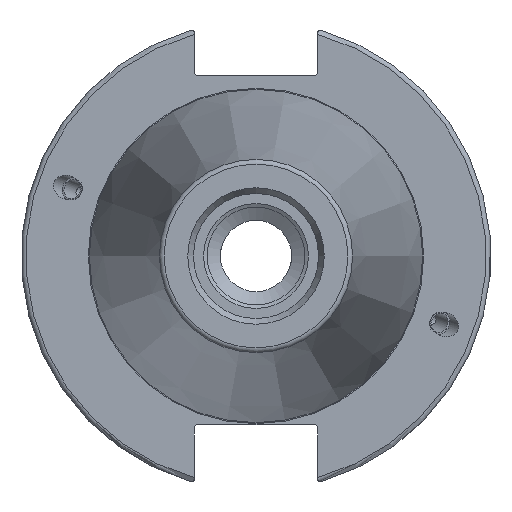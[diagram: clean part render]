
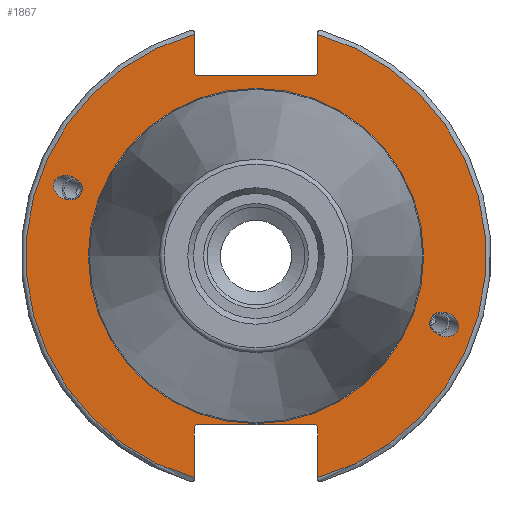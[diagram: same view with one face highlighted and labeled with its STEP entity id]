
A CAD part, left-side view. The second image highlights one B-rep face of the part: STEP entity #1867.
In plain terms, the highlighted planar face has unit normal (-1, 0, 0).
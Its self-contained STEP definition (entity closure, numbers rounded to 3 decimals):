
#31=ELLIPSE('',#2056,3.052,2.5);
#32=ELLIPSE('',#2090,3.052,2.5);
#45=PLANE('',#2100);
#121=FACE_BOUND('',#347,.T.);
#122=FACE_BOUND('',#348,.T.);
#123=FACE_BOUND('',#349,.T.);
#226=FACE_OUTER_BOUND('',#346,.T.);
#346=EDGE_LOOP('',(#1536,#1537,#1538,#1539,#1540,#1541,#1542,#1543,#1544,
#1545,#1546,#1547));
#347=EDGE_LOOP('',(#1548));
#348=EDGE_LOOP('',(#1549));
#349=EDGE_LOOP('',(#1550));
#452=LINE('',#3498,#554);
#453=LINE('',#3500,#555);
#454=LINE('',#3502,#556);
#455=LINE('',#3504,#557);
#456=LINE('',#3506,#558);
#457=LINE('',#3510,#559);
#458=LINE('',#3512,#560);
#459=LINE('',#3514,#561);
#460=LINE('',#3516,#562);
#461=LINE('',#3517,#563);
#554=VECTOR('',#2561,10.);
#555=VECTOR('',#2562,10.);
#556=VECTOR('',#2563,10.);
#557=VECTOR('',#2564,10.);
#558=VECTOR('',#2565,10.);
#559=VECTOR('',#2568,10.);
#560=VECTOR('',#2569,10.);
#561=VECTOR('',#2570,10.);
#562=VECTOR('',#2571,10.);
#563=VECTOR('',#2572,10.);
#701=CIRCLE('',#2098,35.125);
#703=CIRCLE('',#2101,48.213);
#704=CIRCLE('',#2102,48.213);
#822=VERTEX_POINT('',#3215);
#860=VERTEX_POINT('',#3474);
#865=VERTEX_POINT('',#3489);
#866=VERTEX_POINT('',#3494);
#867=VERTEX_POINT('',#3495);
#868=VERTEX_POINT('',#3497);
#869=VERTEX_POINT('',#3499);
#870=VERTEX_POINT('',#3501);
#871=VERTEX_POINT('',#3503);
#872=VERTEX_POINT('',#3505);
#873=VERTEX_POINT('',#3507);
#874=VERTEX_POINT('',#3509);
#875=VERTEX_POINT('',#3511);
#876=VERTEX_POINT('',#3513);
#877=VERTEX_POINT('',#3515);
#1048=EDGE_CURVE('',#822,#822,#31,.T.);
#1099=EDGE_CURVE('',#860,#860,#32,.T.);
#1106=EDGE_CURVE('',#865,#865,#701,.T.);
#1108=EDGE_CURVE('',#866,#867,#703,.T.);
#1109=EDGE_CURVE('',#866,#868,#452,.T.);
#1110=EDGE_CURVE('',#869,#868,#453,.T.);
#1111=EDGE_CURVE('',#869,#870,#454,.T.);
#1112=EDGE_CURVE('',#871,#870,#455,.T.);
#1113=EDGE_CURVE('',#871,#872,#456,.T.);
#1114=EDGE_CURVE('',#873,#872,#704,.T.);
#1115=EDGE_CURVE('',#873,#874,#457,.T.);
#1116=EDGE_CURVE('',#875,#874,#458,.T.);
#1117=EDGE_CURVE('',#875,#876,#459,.T.);
#1118=EDGE_CURVE('',#877,#876,#460,.T.);
#1119=EDGE_CURVE('',#877,#867,#461,.T.);
#1536=ORIENTED_EDGE('',*,*,#1108,.F.);
#1537=ORIENTED_EDGE('',*,*,#1109,.T.);
#1538=ORIENTED_EDGE('',*,*,#1110,.F.);
#1539=ORIENTED_EDGE('',*,*,#1111,.T.);
#1540=ORIENTED_EDGE('',*,*,#1112,.F.);
#1541=ORIENTED_EDGE('',*,*,#1113,.T.);
#1542=ORIENTED_EDGE('',*,*,#1114,.F.);
#1543=ORIENTED_EDGE('',*,*,#1115,.T.);
#1544=ORIENTED_EDGE('',*,*,#1116,.F.);
#1545=ORIENTED_EDGE('',*,*,#1117,.T.);
#1546=ORIENTED_EDGE('',*,*,#1118,.F.);
#1547=ORIENTED_EDGE('',*,*,#1119,.T.);
#1548=ORIENTED_EDGE('',*,*,#1048,.T.);
#1549=ORIENTED_EDGE('',*,*,#1099,.T.);
#1550=ORIENTED_EDGE('',*,*,#1106,.F.);
#1867=ADVANCED_FACE('',(#226,#121,#122,#123),#45,.T.);
#2056=AXIS2_PLACEMENT_3D('',#3217,#2451,#2452);
#2090=AXIS2_PLACEMENT_3D('',#3476,#2535,#2536);
#2098=AXIS2_PLACEMENT_3D('',#3491,#2553,#2554);
#2100=AXIS2_PLACEMENT_3D('',#3493,#2557,#2558);
#2101=AXIS2_PLACEMENT_3D('',#3496,#2559,#2560);
#2102=AXIS2_PLACEMENT_3D('',#3508,#2566,#2567);
#2451=DIRECTION('center_axis',(1.,0.,0.));
#2452=DIRECTION('ref_axis',(0.,-0.94,-0.342));
#2535=DIRECTION('center_axis',(1.,0.,0.));
#2536=DIRECTION('ref_axis',(0.,0.94,0.342));
#2553=DIRECTION('center_axis',(-1.,0.,0.));
#2554=DIRECTION('ref_axis',(0.,-1.,0.));
#2557=DIRECTION('center_axis',(-1.,0.,0.));
#2558=DIRECTION('ref_axis',(0.,0.,1.));
#2559=DIRECTION('center_axis',(1.,0.,0.));
#2560=DIRECTION('ref_axis',(0.,-1.,0.));
#2561=DIRECTION('',(0.,0.,-1.));
#2562=DIRECTION('',(0.,-0.707,0.707));
#2563=DIRECTION('',(0.,1.,0.));
#2564=DIRECTION('',(0.,-0.707,-0.707));
#2565=DIRECTION('',(0.,0.,1.));
#2566=DIRECTION('center_axis',(1.,0.,0.));
#2567=DIRECTION('ref_axis',(0.,1.,0.));
#2568=DIRECTION('',(0.,0.,1.));
#2569=DIRECTION('',(0.,0.707,-0.707));
#2570=DIRECTION('',(0.,-1.,0.));
#2571=DIRECTION('',(0.,0.707,0.707));
#2572=DIRECTION('',(0.,0.,-1.));
#3215=CARTESIAN_POINT('',(3.175,-36.599,-13.321));
#3217=CARTESIAN_POINT('Origin',(3.175,-39.467,-14.365));
#3474=CARTESIAN_POINT('',(3.175,36.599,13.321));
#3476=CARTESIAN_POINT('Origin',(3.175,39.467,14.365));
#3489=CARTESIAN_POINT('',(3.175,0.,35.125));
#3491=CARTESIAN_POINT('Origin',(3.175,0.,0.));
#3493=CARTESIAN_POINT('Origin',(3.175,49.213,0.));
#3494=CARTESIAN_POINT('',(3.175,-12.95,46.441));
#3495=CARTESIAN_POINT('',(3.175,-12.95,-46.441));
#3496=CARTESIAN_POINT('Origin',(3.175,0.,0.));
#3497=CARTESIAN_POINT('',(3.175,-12.95,38.219));
#3498=CARTESIAN_POINT('',(3.175,-12.95,18.86));
#3499=CARTESIAN_POINT('',(3.175,-12.45,37.719));
#3500=CARTESIAN_POINT('',(3.175,12.27,12.999));
#3501=CARTESIAN_POINT('',(3.175,12.45,37.719));
#3502=CARTESIAN_POINT('',(3.175,24.606,37.719));
#3503=CARTESIAN_POINT('',(3.175,12.95,38.219));
#3504=CARTESIAN_POINT('',(3.175,12.336,37.605));
#3505=CARTESIAN_POINT('',(3.175,12.95,46.441));
#3506=CARTESIAN_POINT('',(3.175,12.95,18.86));
#3507=CARTESIAN_POINT('',(3.175,12.95,-46.441));
#3508=CARTESIAN_POINT('Origin',(3.175,0.,0.));
#3509=CARTESIAN_POINT('',(3.175,12.95,-35.806));
#3510=CARTESIAN_POINT('',(3.175,12.95,-17.653));
#3511=CARTESIAN_POINT('',(3.175,12.45,-35.306));
#3512=CARTESIAN_POINT('',(3.175,12.939,-35.795));
#3513=CARTESIAN_POINT('',(3.175,-12.45,-35.306));
#3514=CARTESIAN_POINT('',(3.175,24.606,-35.306));
#3515=CARTESIAN_POINT('',(3.175,-12.95,-35.806));
#3516=CARTESIAN_POINT('',(3.175,11.667,-11.189));
#3517=CARTESIAN_POINT('',(3.175,-12.95,-17.653));
